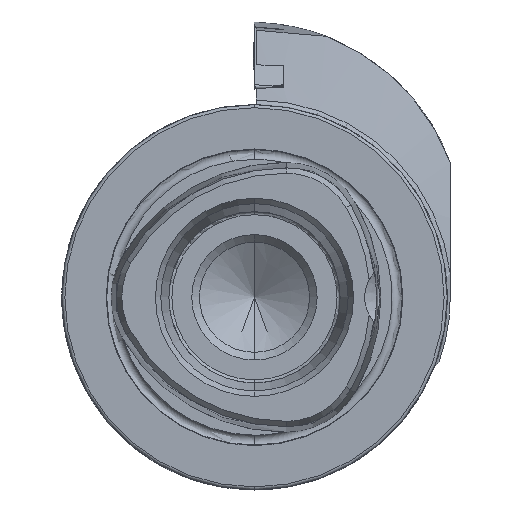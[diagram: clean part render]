
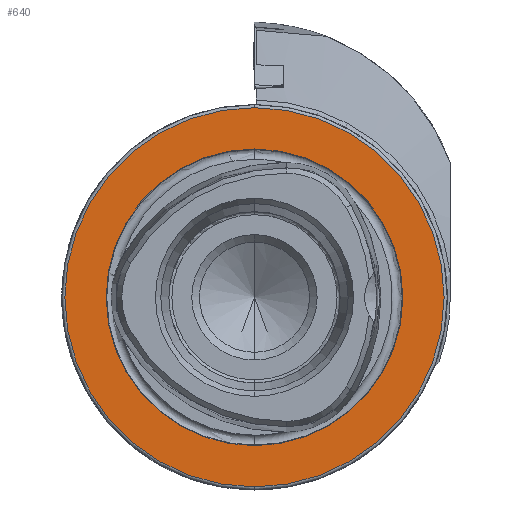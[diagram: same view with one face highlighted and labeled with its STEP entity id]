
A CAD part, left-side view. The second image highlights one B-rep face of the part: STEP entity #640.
In plain terms, the highlighted planar face has unit normal (-1, 0, 0).
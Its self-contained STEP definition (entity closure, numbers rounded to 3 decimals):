
#285 = EDGE_LOOP ( 'NONE', ( #3817, #4804 ) ) ;
#295 = DIRECTION ( 'NONE',  ( 0., 0., 1. ) ) ;
#388 = DIRECTION ( 'NONE',  ( 0., 0., -1. ) ) ;
#478 = DIRECTION ( 'NONE',  ( 1., 0., 0. ) ) ;
#579 = FACE_BOUND ( 'NONE', #285, .T. ) ;
#640 = ADVANCED_FACE ( 'NONE', ( #579, #4591 ), #3120, .T. ) ;
#1064 = CARTESIAN_POINT ( 'NONE',  ( 0., 0., 24.25 ) ) ;
#1079 = DIRECTION ( 'NONE',  ( 0., 0., -1. ) ) ;
#2041 = DIRECTION ( 'NONE',  ( 1., 0., 0. ) ) ;
#2065 = ORIENTED_EDGE ( 'NONE', *, *, #3935, .F. ) ;
#2408 = ORIENTED_EDGE ( 'NONE', *, *, #15824, .F. ) ;
#2759 = DIRECTION ( 'NONE',  ( 0., 0., -1. ) ) ;
#3120 = PLANE ( 'NONE',  #16893 ) ;
#3817 = ORIENTED_EDGE ( 'NONE', *, *, #10610, .T. ) ;
#3935 = EDGE_CURVE ( 'NONE', #13716, #10405, #9202, .T. ) ;
#4008 = AXIS2_PLACEMENT_3D ( 'NONE', #7889, #2041, #388 ) ;
#4591 = FACE_OUTER_BOUND ( 'NONE', #14475, .T. ) ;
#4804 = ORIENTED_EDGE ( 'NONE', *, *, #5539, .T. ) ;
#5539 = EDGE_CURVE ( 'NONE', #6568, #13239, #9231, .T. ) ;
#6335 = CARTESIAN_POINT ( 'NONE',  ( 0., 0., 0. ) ) ;
#6568 = VERTEX_POINT ( 'NONE', #13187 ) ;
#6615 = CIRCLE ( 'NONE', #8812, 24.25 ) ;
#7889 = CARTESIAN_POINT ( 'NONE',  ( 0., 0., 0. ) ) ;
#7935 = CARTESIAN_POINT ( 'NONE',  ( 0., 0., -31. ) ) ;
#8812 = AXIS2_PLACEMENT_3D ( 'NONE', #18709, #14330, #1079 ) ;
#9079 = DIRECTION ( 'NONE',  ( -1., 0., 0. ) ) ;
#9202 = CIRCLE ( 'NONE', #16358, 31. ) ;
#9231 = CIRCLE ( 'NONE', #18235, 24.25 ) ;
#9396 = CARTESIAN_POINT ( 'NONE',  ( 0., 0., 31. ) ) ;
#10405 = VERTEX_POINT ( 'NONE', #7935 ) ;
#10610 = EDGE_CURVE ( 'NONE', #13239, #6568, #6615, .T. ) ;
#12267 = DIRECTION ( 'NONE',  ( 0., 0., -1. ) ) ;
#12390 = CIRCLE ( 'NONE', #4008, 31. ) ;
#12895 = CARTESIAN_POINT ( 'NONE',  ( 0., 0., 0. ) ) ;
#13187 = CARTESIAN_POINT ( 'NONE',  ( 0., 0., -24.25 ) ) ;
#13239 = VERTEX_POINT ( 'NONE', #1064 ) ;
#13716 = VERTEX_POINT ( 'NONE', #9396 ) ;
#14330 = DIRECTION ( 'NONE',  ( 1., 0., 0. ) ) ;
#14475 = EDGE_LOOP ( 'NONE', ( #2408, #2065 ) ) ;
#15381 = CARTESIAN_POINT ( 'NONE',  ( 0., 24.25, 0. ) ) ;
#15824 = EDGE_CURVE ( 'NONE', #10405, #13716, #12390, .T. ) ;
#16358 = AXIS2_PLACEMENT_3D ( 'NONE', #12895, #17662, #2759 ) ;
#16893 = AXIS2_PLACEMENT_3D ( 'NONE', #15381, #9079, #295 ) ;
#17662 = DIRECTION ( 'NONE',  ( 1., 0., 0. ) ) ;
#18235 = AXIS2_PLACEMENT_3D ( 'NONE', #6335, #478, #12267 ) ;
#18709 = CARTESIAN_POINT ( 'NONE',  ( 0., 0., 0. ) ) ;
